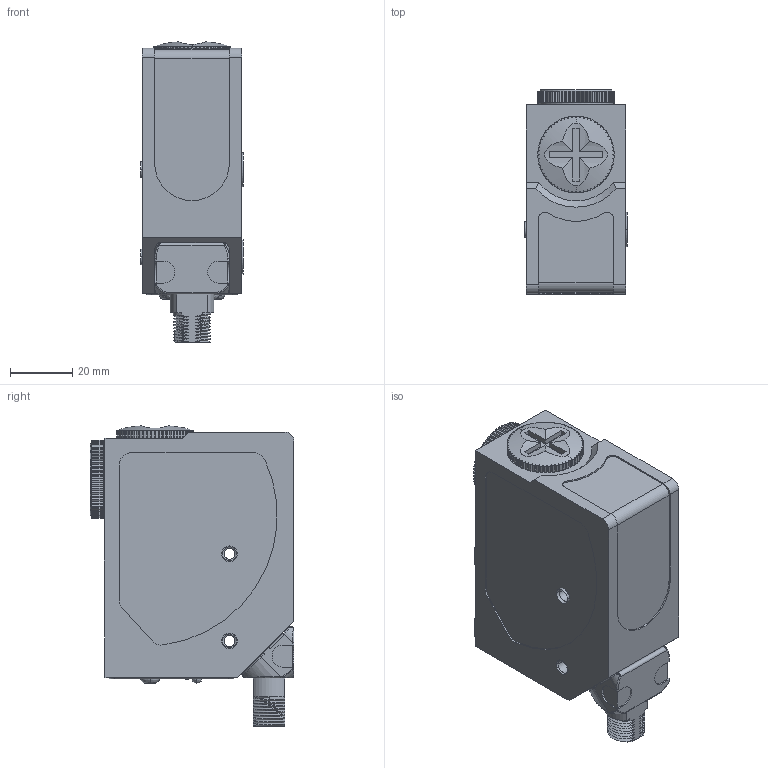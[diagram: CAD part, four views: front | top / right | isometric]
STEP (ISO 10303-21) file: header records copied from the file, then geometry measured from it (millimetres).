
FILE_DESCRIPTION((''),'2;1');
FILE_NAME('147097_ASM','2015-09-15T',('pdmadmin'),(''),'PRO/ENGINEER BY PARAMETRIC TECHNOLOGY CORPORATION, 2013230','PRO/ENGINEER BY PARAMETRIC TECHNOLOGY CORPORATION, 2013230','');
FILE_SCHEMA(('CONFIG_CONTROL_DESIGN'));
Length unit declared in the file: millimetre
Products named in the file (2): 147097; 147097_ASM
Assembly tree (1 placements, depth 2):
  147097_ASM
    147097
Bounding box: 32.9 x 65.5 x 96.51 mm (x, y, z)
Volume: 149889.1 mm3; surface area: 24084.1 mm2
Topology: 1 solids, 9 shells, 815 faces, 2172 edges, 1389 vertices
Faces by surface type: plane 473, cylinder 237, bspline 67, cone 21, torus 9, sphere 8
Entity records: 32765 total; most frequent: CARTESIAN_POINT 12292, DIRECTION 4313, ORIENTED_EDGE 4296, EDGE_CURVE 2164, AXIS2_PLACEMENT_3D 1560, VERTEX_POINT 1389, VECTOR 1193, LINE 1193
